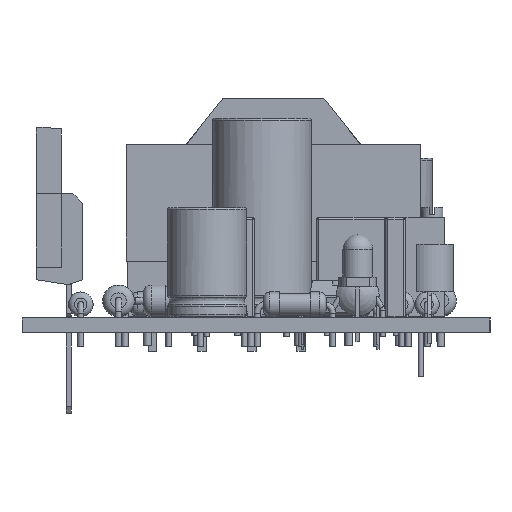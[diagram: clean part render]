
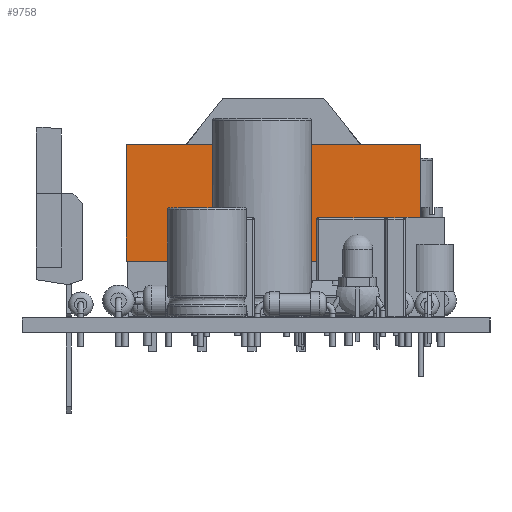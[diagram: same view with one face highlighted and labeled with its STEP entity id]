
A CAD part, left-side view. The second image highlights one B-rep face of the part: STEP entity #9758.
In plain terms, the highlighted planar face has unit normal (-1, 0, 0).
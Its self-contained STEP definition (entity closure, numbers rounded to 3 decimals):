
#9758 = ADVANCED_FACE('',(#9759),#9809,.T.);
#9759 = FACE_BOUND('',#9760,.F.);
#9760 = EDGE_LOOP('',(#9761,#9771,#9779,#9787,#9795,#9803));
#9761 = ORIENTED_EDGE('',*,*,#9762,.T.);
#9762 = EDGE_CURVE('',#9763,#9765,#9767,.T.);
#9763 = VERTEX_POINT('',#9764);
#9764 = CARTESIAN_POINT('',(-14.4,-14.85,17.4));
#9765 = VERTEX_POINT('',#9766);
#9766 = CARTESIAN_POINT('',(-14.4,-14.85,5.6));
#9767 = LINE('',#9768,#9769);
#9768 = CARTESIAN_POINT('',(-14.4,-14.85,17.4));
#9769 = VECTOR('',#9770,1.);
#9770 = DIRECTION('',(0.,0.,-1.));
#9771 = ORIENTED_EDGE('',*,*,#9772,.T.);
#9772 = EDGE_CURVE('',#9765,#9773,#9775,.T.);
#9773 = VERTEX_POINT('',#9774);
#9774 = CARTESIAN_POINT('',(-14.4,-14.75,5.6));
#9775 = LINE('',#9776,#9777);
#9776 = CARTESIAN_POINT('',(-14.4,-14.85,5.6));
#9777 = VECTOR('',#9778,1.);
#9778 = DIRECTION('',(0.,1.,0.));
#9779 = ORIENTED_EDGE('',*,*,#9780,.T.);
#9780 = EDGE_CURVE('',#9773,#9781,#9783,.T.);
#9781 = VERTEX_POINT('',#9782);
#9782 = CARTESIAN_POINT('',(-14.4,14.75,5.6));
#9783 = LINE('',#9784,#9785);
#9784 = CARTESIAN_POINT('',(-14.4,-14.85,5.6));
#9785 = VECTOR('',#9786,1.);
#9786 = DIRECTION('',(0.,1.,0.));
#9787 = ORIENTED_EDGE('',*,*,#9788,.T.);
#9788 = EDGE_CURVE('',#9781,#9789,#9791,.T.);
#9789 = VERTEX_POINT('',#9790);
#9790 = CARTESIAN_POINT('',(-14.4,14.85,5.6));
#9791 = LINE('',#9792,#9793);
#9792 = CARTESIAN_POINT('',(-14.4,-14.85,5.6));
#9793 = VECTOR('',#9794,1.);
#9794 = DIRECTION('',(0.,1.,0.));
#9795 = ORIENTED_EDGE('',*,*,#9796,.T.);
#9796 = EDGE_CURVE('',#9789,#9797,#9799,.T.);
#9797 = VERTEX_POINT('',#9798);
#9798 = CARTESIAN_POINT('',(-14.4,14.85,17.4));
#9799 = LINE('',#9800,#9801);
#9800 = CARTESIAN_POINT('',(-14.4,14.85,5.6));
#9801 = VECTOR('',#9802,1.);
#9802 = DIRECTION('',(0.,0.,1.));
#9803 = ORIENTED_EDGE('',*,*,#9804,.T.);
#9804 = EDGE_CURVE('',#9797,#9763,#9805,.T.);
#9805 = LINE('',#9806,#9807);
#9806 = CARTESIAN_POINT('',(-14.4,14.85,17.4));
#9807 = VECTOR('',#9808,1.);
#9808 = DIRECTION('',(0.,-1.,0.));
#9809 = PLANE('',#9810);
#9810 = AXIS2_PLACEMENT_3D('',#9811,#9812,#9813);
#9811 = CARTESIAN_POINT('',(-14.4,0.,11.5));
#9812 = DIRECTION('',(-1.,0.,0.));
#9813 = DIRECTION('',(0.,0.,-1.));
